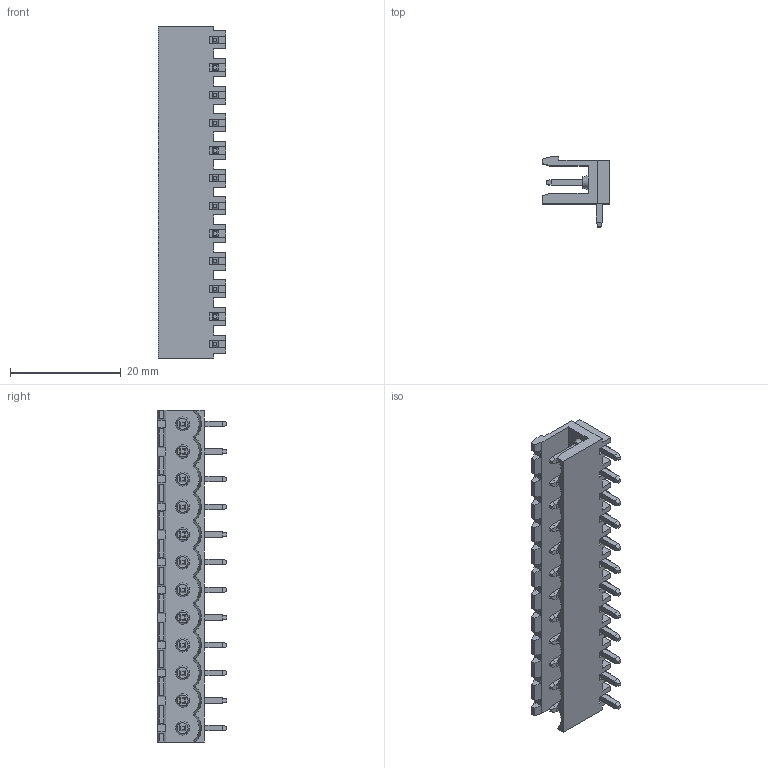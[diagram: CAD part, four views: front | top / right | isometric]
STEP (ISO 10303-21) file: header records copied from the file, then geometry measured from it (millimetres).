
FILE_DESCRIPTION(('STEP AP214'),'1');
FILE_NAME('PV12-5-H.stp','2021-03-31T16:00:31',(' '),(' '),'Spatial InterOp 3D',' ',' ');
FILE_SCHEMA(('automotive_design'));
Length unit declared in the file: metre
Products named in the file (1): 1
Bounding box: 12.2 x 12.6 x 60 mm (x, y, z)
Volume: 2613.5 mm3; surface area: 5031.6 mm2
Topology: 1 solids, 1 shells, 639 faces, 1602 edges, 1016 vertices
Faces by surface type: plane 586, cylinder 28, cone 24, extrusion 1
Entity records: 23556 total; most frequent: CARTESIAN_POINT 3312, ORIENTED_EDGE 3156, DIRECTION 2923, EDGE_CURVE 1578, VECTOR 1461, LINE 1460, VERTEX_POINT 1004, AXIS2_PLACEMENT_3D 731
